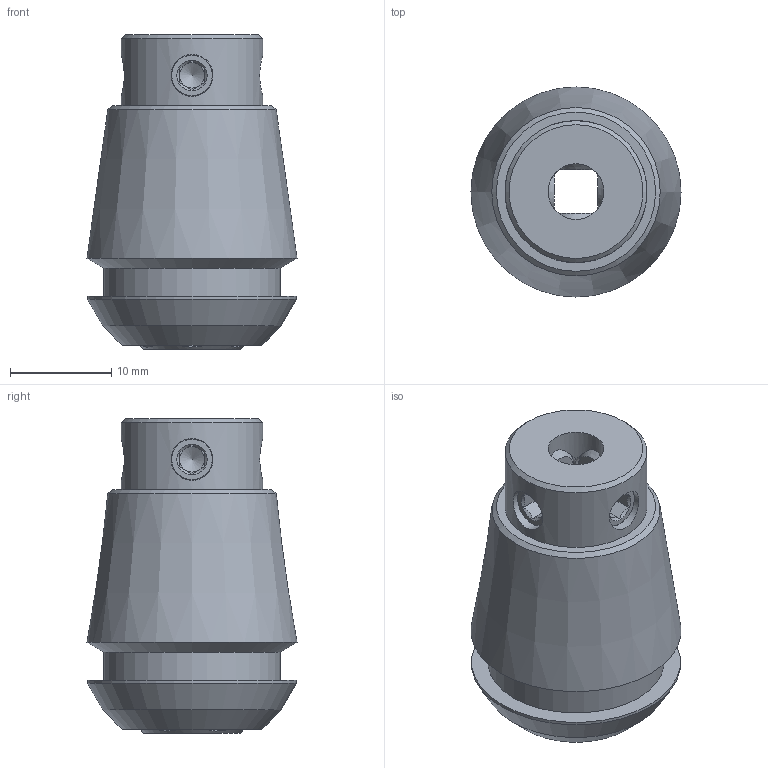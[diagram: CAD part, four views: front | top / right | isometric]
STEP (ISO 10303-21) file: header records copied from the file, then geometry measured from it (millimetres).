
FILE_DESCRIPTION(/* description */ (''),/* implementation_level */ '2;1');
FILE_NAME(/* name */ '152005500.stp',/* time_stamp */ '2021-06-09T11:35:22',/* author */ ('LRA'),/* organization */ ('REGO-FIX'),/* preprocessor_version */ ' Unknown',/* originating_system */ 'SIEMENS PLM Software Solid Edge ST10',/* authorization */ 'Unknown');
FILE_SCHEMA (('AUTOMOTIVE_DESIGN { 1 0 10303 214 2 1 1}'));
Length unit declared in the file: millimetre
Products named in the file (1): NOCUT
Bounding box: 20.73 x 20.73 x 31 mm (x, y, z)
Volume: 6476.2 mm3; surface area: 3370.7 mm2
Topology: 1 solids, 1 shells, 115 faces, 289 edges, 183 vertices
Faces by surface type: plane 68, cylinder 24, cone 23
Full cylindrical faces by diameter (mm): 4.134 x4, 5.5 x2, 11.1 x1, 14 x1, 17.4 x1, 20.6 x1
Entity records: 4017 total; most frequent: CARTESIAN_POINT 789, DIRECTION 478, ORIENTED_EDGE 458, EDGE_CURVE 229, AXIS2_PLACEMENT_3D 194, FACE_BOUND 162, VERTEX_POINT 161, EDGE_LOOP 158
